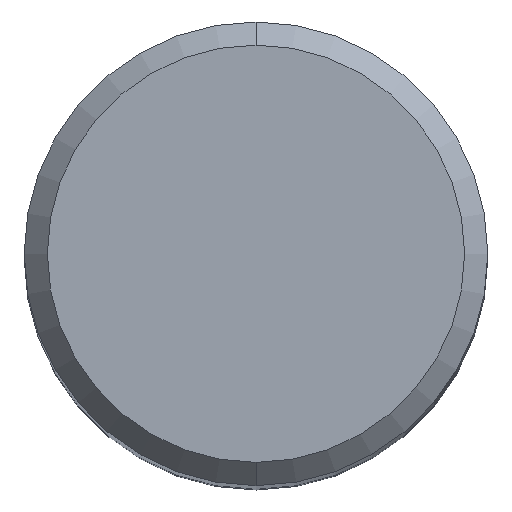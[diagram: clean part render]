
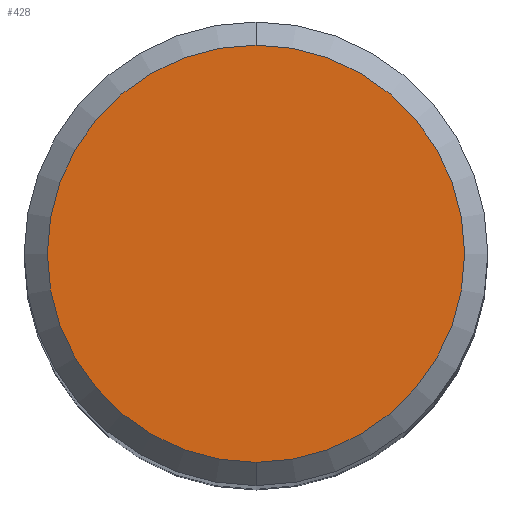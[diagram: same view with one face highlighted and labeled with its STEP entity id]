
A CAD part, top view. The second image highlights one B-rep face of the part: STEP entity #428.
In plain terms, the highlighted planar face has unit normal (0, 0, 1).
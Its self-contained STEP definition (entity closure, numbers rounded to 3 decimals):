
#312=EDGE_CURVE('',#466,#344,#658,.T.);
#344=VERTEX_POINT('',#692);
#378=EDGE_CURVE('',#344,#466,#735,.T.);
#428=ADVANCED_FACE('',(#788),#789,.T.);
#466=VERTEX_POINT('',#832);
#658=CIRCLE('',#1152,9.0);
#692=CARTESIAN_POINT('',(0.,-9.0,0.0));
#735=CIRCLE('',#1308,9.0);
#788=FACE_OUTER_BOUND('',#1483,.T.);
#789=PLANE('',#1484);
#832=CARTESIAN_POINT('',(0.0,9.0,0.0));
#1152=AXIS2_PLACEMENT_3D('',#1867,#1868,#1869);
#1308=AXIS2_PLACEMENT_3D('',#1961,#1962,#1963);
#1483=EDGE_LOOP('',(#2030,#2031));
#1484=AXIS2_PLACEMENT_3D('',#2032,#2033,#2034);
#1867=CARTESIAN_POINT('',(0.0,0.0,0.0));
#1868=DIRECTION('',(0.0,0.0,-1.0));
#1869=DIRECTION('',(0.0,1.0,0.0));
#1961=CARTESIAN_POINT('',(0.0,0.0,0.0));
#1962=DIRECTION('',(0.0,0.0,-1.0));
#1963=DIRECTION('',(0.0,1.0,0.0));
#2030=ORIENTED_EDGE('',*,*,#312,.F.);
#2031=ORIENTED_EDGE('',*,*,#378,.F.);
#2032=CARTESIAN_POINT('',(0.0,4.5,0.0));
#2033=DIRECTION('',(-0.0,0.0,1.0));
#2034=DIRECTION('',(0.0,-1.0,0.0));
